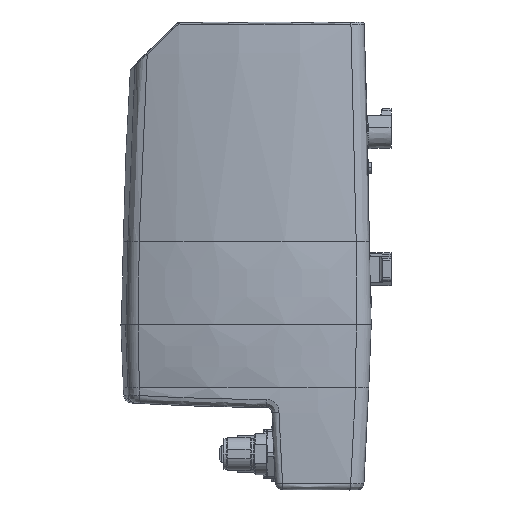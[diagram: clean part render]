
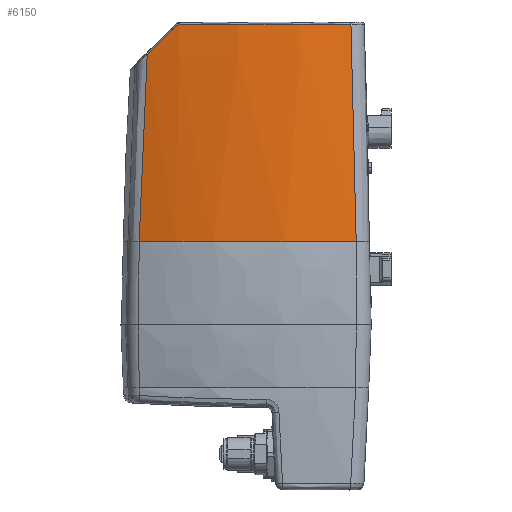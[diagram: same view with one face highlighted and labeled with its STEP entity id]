
A CAD part, left-side view. The second image highlights one B-rep face of the part: STEP entity #6150.
In plain terms, the highlighted toroidal (fillet/blend) face has major radius 1350 mm and minor radius 150 mm.
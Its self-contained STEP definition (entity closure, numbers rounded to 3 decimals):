
#517=CARTESIAN_POINT('',(-77.235,33.411,109.292));
#518=CARTESIAN_POINT('',(-77.805,30.92,109.292));
#519=CARTESIAN_POINT('',(-78.853,25.769,109.293));
#520=CARTESIAN_POINT('',(-80.077,17.431,109.293));
#521=CARTESIAN_POINT('',(-80.836,8.824,109.293));
#522=CARTESIAN_POINT('',(-81.095,0.186,109.294));
#523=CARTESIAN_POINT('',(-80.862,-8.211,109.293));
#524=CARTESIAN_POINT('',(-80.209,-16.102,109.293));
#525=CARTESIAN_POINT('',(-79.244,-23.266,109.293));
#526=CARTESIAN_POINT('',(-78.51,-27.32,109.293));
#527=CARTESIAN_POINT('',(-78.138,-29.188,109.293));
#549=CARTESIAN_POINT('',(-78.138,-29.188,109.293));
#814=CARTESIAN_POINT('',(-77.235,33.411,109.292));
#815=CARTESIAN_POINT('',(-77.018,34.729,108.134));
#816=CARTESIAN_POINT('',(-76.551,37.345,105.77));
#817=CARTESIAN_POINT('',(-75.758,41.206,102.087));
#818=CARTESIAN_POINT('',(-75.169,43.734,99.539));
#819=CARTESIAN_POINT('',(-74.86,44.986,98.241));
#835=CARTESIAN_POINT('',(-81.441,-31.095,30.));
#836=CARTESIAN_POINT('',(-82.134,-27.825,30.));
#837=CARTESIAN_POINT('',(-83.298,-21.257,30.));
#838=CARTESIAN_POINT('',(-84.386,-11.295,30.));
#839=CARTESIAN_POINT('',(-84.806,-1.286,30.));
#840=CARTESIAN_POINT('',(-84.557,8.73,30.));
#841=CARTESIAN_POINT('',(-83.641,18.706,30.));
#842=CARTESIAN_POINT('',(-82.062,28.598,30.));
#843=CARTESIAN_POINT('',(-79.824,38.367,30.));
#844=CARTESIAN_POINT('',(-77.905,44.756,30.));
#845=CARTESIAN_POINT('',(-76.837,47.922,30.));
#900=CARTESIAN_POINT('',(-78.138,-29.188,109.293));
#901=CARTESIAN_POINT('',(-78.714,-29.519,100.523));
#902=CARTESIAN_POINT('',(-79.727,-30.102,82.956));
#903=CARTESIAN_POINT('',(-80.827,-30.739,56.524));
#904=CARTESIAN_POINT('',(-81.283,-31.003,38.849));
#905=CARTESIAN_POINT('',(-81.441,-31.095,30.));
#2855=CARTESIAN_POINT('',(-74.86,44.986,98.241));
#2856=CARTESIAN_POINT('',(-75.199,45.482,90.723));
#2857=CARTESIAN_POINT('',(-75.797,46.363,75.643));
#2858=CARTESIAN_POINT('',(-76.454,47.345,52.875));
#2859=CARTESIAN_POINT('',(-76.735,47.769,37.637));
#2860=CARTESIAN_POINT('',(-76.837,47.922,30.));
#2897=CARTESIAN_POINT('',(-74.86,44.986,98.241));
#3924=VERTEX_POINT('',#2897);
#3926=VERTEX_POINT('',#814);
#3941=VERTEX_POINT('',#549);
#4495=VERTEX_POINT('',#835);
#4496=VERTEX_POINT('',#845);
#6135=CARTESIAN_POINT('',(1415.,0.,0.));
#6136=DIRECTION('',(0.,1.,0.));
#6137=DIRECTION('',(1.,0.,0.));
#6138=AXIS2_PLACEMENT_3D('',#6135,#6136,#6137);
#6139=TOROIDAL_SURFACE('',#6138,1350.,150.);
#6141=ORIENTED_EDGE('',*,*,#6140,.T.);
#6143=ORIENTED_EDGE('',*,*,#6142,.F.);
#6144=ORIENTED_EDGE('',*,*,#6119,.F.);
#6145=ORIENTED_EDGE('',*,*,#5539,.T.);
#6147=ORIENTED_EDGE('',*,*,#6146,.T.);
#6148=EDGE_LOOP('',(#6141,#6143,#6144,#6145,#6147));
#6149=FACE_OUTER_BOUND('',#6148,.F.);
#6150=ADVANCED_FACE('',(#6149),#6139,.T.);
#528=B_SPLINE_CURVE_WITH_KNOTS('',3,(#517,#518,#519,#520,#521,#522,#523,#524,
#525,#526,#527),.UNSPECIFIED.,.F.,.F.,(4,1,1,1,1,1,1,1,4),(0.,0.125,0.25,
0.375,0.5,0.625,0.75,0.875,1.),.UNSPECIFIED.);
#820=B_SPLINE_CURVE_WITH_KNOTS('',3,(#814,#815,#816,#817,#818,#819),
.UNSPECIFIED.,.F.,.F.,(4,1,1,4),(0.,0.333,0.667,1.),
.UNSPECIFIED.);
#846=B_SPLINE_CURVE_WITH_KNOTS('',3,(#835,#836,#837,#838,#839,#840,#841,#842,
#843,#844,#845),.UNSPECIFIED.,.F.,.F.,(4,1,1,1,1,1,1,1,4),(0.,0.125,0.25,
0.375,0.5,0.625,0.75,0.875,1.),.UNSPECIFIED.);
#906=B_SPLINE_CURVE_WITH_KNOTS('',3,(#900,#901,#902,#903,#904,#905),
.UNSPECIFIED.,.F.,.F.,(4,1,1,4),(0.,0.333,0.667,1.),
.UNSPECIFIED.);
#2861=B_SPLINE_CURVE_WITH_KNOTS('',3,(#2855,#2856,#2857,#2858,#2859,#2860),
.UNSPECIFIED.,.F.,.F.,(4,1,1,4),(0.,0.333,0.667,1.),
.UNSPECIFIED.);
#5539=EDGE_CURVE('',#3926,#3941,#528,.T.);
#6119=EDGE_CURVE('',#3926,#3924,#820,.T.);
#6140=EDGE_CURVE('',#4495,#4496,#846,.T.);
#6142=EDGE_CURVE('',#3924,#4496,#2861,.T.);
#6146=EDGE_CURVE('',#3941,#4495,#906,.T.);
